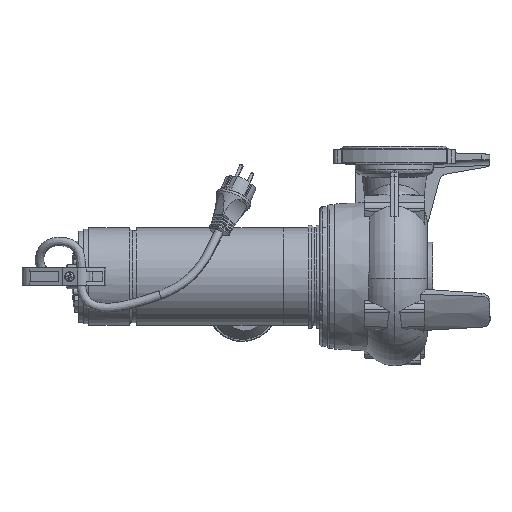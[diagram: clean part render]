
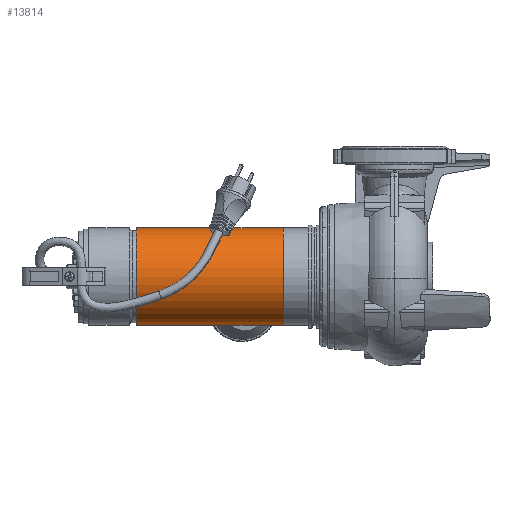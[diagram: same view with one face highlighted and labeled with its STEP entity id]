
A CAD part, left-side view. The second image highlights one B-rep face of the part: STEP entity #13814.
In plain terms, the highlighted cylindrical face has radius 56 mm (diameter 112 mm), a partial arc.
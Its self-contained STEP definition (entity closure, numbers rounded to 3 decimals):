
#103 = EDGE_CURVE ( 'NONE', #20330, #3159, #10580, .T. ) ;
#2625 = ORIENTED_EDGE ( 'NONE', *, *, #23996, .F. ) ;
#3159 = VERTEX_POINT ( 'NONE', #15932 ) ;
#5988 = DIRECTION ( 'NONE',  ( 0., 1., 0. ) ) ;
#6282 = DIRECTION ( 'NONE',  ( 0., 0., -1. ) ) ;
#10414 = CARTESIAN_POINT ( 'NONE',  ( -56., 0., 143.501 ) ) ;
#10580 = CIRCLE ( 'NONE', #44029, 56. ) ;
#10758 = CARTESIAN_POINT ( 'NONE',  ( 0., 0., 312.501 ) ) ;
#12747 = DIRECTION ( 'NONE',  ( 0., 1., 0. ) ) ;
#13550 = AXIS2_PLACEMENT_3D ( 'NONE', #58781, #35472, #12747 ) ;
#13617 = ORIENTED_EDGE ( 'NONE', *, *, #103, .T. ) ;
#13671 = LINE ( 'NONE', #45085, #45981 ) ;
#13814 = ADVANCED_FACE ( 'NONE', ( #34392 ), #43081, .T. ) ;
#14342 = VERTEX_POINT ( 'NONE', #10414 ) ;
#15932 = CARTESIAN_POINT ( 'NONE',  ( -56., 0., 312.501 ) ) ;
#17781 = CARTESIAN_POINT ( 'NONE',  ( 56., 0., 312.501 ) ) ;
#20330 = VERTEX_POINT ( 'NONE', #17781 ) ;
#23159 = CARTESIAN_POINT ( 'NONE',  ( 56., 0., 143.501 ) ) ;
#23724 = EDGE_CURVE ( 'NONE', #44938, #14342, #33603, .T. ) ;
#23976 = ORIENTED_EDGE ( 'NONE', *, *, #23724, .F. ) ;
#23996 = EDGE_CURVE ( 'NONE', #20330, #44938, #24336, .T. ) ;
#24336 = LINE ( 'NONE', #33922, #31680 ) ;
#28000 = DIRECTION ( 'NONE',  ( 0., 0., -1. ) ) ;
#29299 = CARTESIAN_POINT ( 'NONE',  ( 0., 0., 312.501 ) ) ;
#30184 = DIRECTION ( 'NONE',  ( -1., 0., 0. ) ) ;
#30204 = AXIS2_PLACEMENT_3D ( 'NONE', #29299, #57107, #30184 ) ;
#31527 = EDGE_LOOP ( 'NONE', ( #2625, #13617, #33041, #23976 ) ) ;
#31680 = VECTOR ( 'NONE', #47390, 1000. ) ;
#33041 = ORIENTED_EDGE ( 'NONE', *, *, #43400, .T. ) ;
#33603 = CIRCLE ( 'NONE', #13550, 56. ) ;
#33922 = CARTESIAN_POINT ( 'NONE',  ( 56., 0., 312.501 ) ) ;
#34392 = FACE_OUTER_BOUND ( 'NONE', #31527, .T. ) ;
#35472 = DIRECTION ( 'NONE',  ( 0., 0., -1. ) ) ;
#43081 = CYLINDRICAL_SURFACE ( 'NONE', #30204, 56. ) ;
#43400 = EDGE_CURVE ( 'NONE', #3159, #14342, #13671, .T. ) ;
#44029 = AXIS2_PLACEMENT_3D ( 'NONE', #10758, #6282, #5988 ) ;
#44938 = VERTEX_POINT ( 'NONE', #23159 ) ;
#45085 = CARTESIAN_POINT ( 'NONE',  ( -56., 0., 312.501 ) ) ;
#45981 = VECTOR ( 'NONE', #28000, 1000. ) ;
#47390 = DIRECTION ( 'NONE',  ( 0., 0., -1. ) ) ;
#57107 = DIRECTION ( 'NONE',  ( 0., 0., -1. ) ) ;
#58781 = CARTESIAN_POINT ( 'NONE',  ( 0., 0., 143.501 ) ) ;
